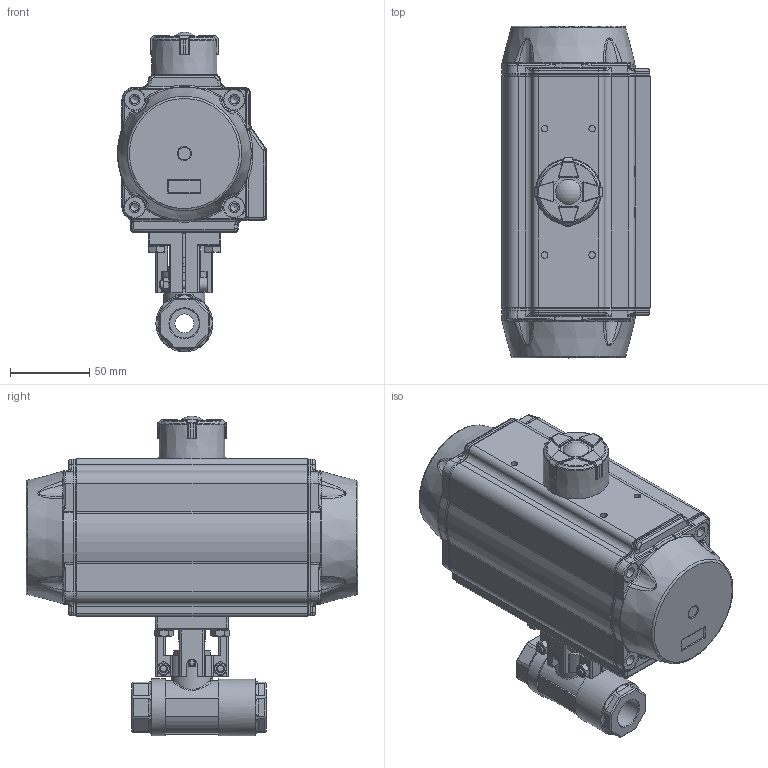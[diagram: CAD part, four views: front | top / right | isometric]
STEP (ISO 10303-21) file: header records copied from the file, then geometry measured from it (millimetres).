
FILE_DESCRIPTION(/* description */ ('Unknown'),/* implementation_level */ '2;1');
FILE_NAME(/* name */ 'PE03 0814-04',/* time_stamp */ '2025-03-28T10:57:40+01:00',/* author */ ('Unknown'),/* organization */ ('Unknown'),/* preprocessor_version */ 'ST-DEVELOPER v19.4',/* originating_system */ 'Solid Edge',/* authorisation */ 'Unknown');
FILE_SCHEMA (('AUTOMOTIVE_DESIGN {1 0 10303 214 3 1 1}'));
Length unit declared in the file: millimetre
Products named in the file (19): PE030814-04; 814-04_Körper; 49899150_Spindeladapter SW11x11x13_Tasche 6,9x11x10, Aufbau Backen fü
r 814-03_04; 49899023-0001_(Montage-Backen F05); Backen f. Antrieb F05, Durchmesser 26; WUERTH 03225 hexagonal nut DIN 934  M5 A2 BLK_EDST; DIN912_M5x25; PD04_PE03; vt75-2016-06-25; VTE75埴詰; vt75-2016-06-25  酘傷裔; huosai75; Welle; Optische Anzeige; ______; ________(___________; cup head nib bolts with large head gb_GB_FASTENER_BOLT_CHNBW M6X25-N; 49899038_RED_14x11 L=15; DIN 933 M6x22 A2-70 BLK_EDST
Assembly tree (28 placements, depth 4):
  PE030814-04
    814-04_Körper
    49899150_Spindeladapter SW11x11x13_Tasche 6,9x11x10, Aufbau Backen fü
r 814-03_04
    49899023-0001_(Montage-Backen F05)
      Backen f. Antrieb F05, Durchmesser 26  x2
      WUERTH 03225 hexagonal nut DIN 934  M5 A2 BLK_EDST  x2
      DIN912_M5x25  x2
    PD04_PE03
      vt75-2016-06-25
      VTE75埴詰
      vt75-2016-06-25  酘傷裔
      huosai75  x2
      Welle
      Optische Anzeige
        ______
        ________(___________  x4
        cup head nib bolts with large head gb_GB_FASTENER_BOLT_CHNBW M6X25-N
    49899038_RED_14x11 L=15
    DIN 933 M6x22 A2-70 BLK_EDST  x4
Bounding box: 94.39 x 210 x 202.31 mm (x, y, z)
Volume: 990426.5 mm3; surface area: 297151.5 mm2
Topology: 25 solids, 25 shells, 3068 faces, 7526 edges, 4564 vertices
Faces by surface type: plane 943, cylinder 834, bspline 640, torus 408, cone 190, sphere 53
Full cylindrical faces by diameter (mm): 3 x16, 3.3 x8, 4.134 x10, 4.66 x1, 4.917 x13, 5 x6, 5.5 x1, 6 x5, 6.2 x1, 6.647 x6, 7 x4, 8.5 x2, 10 x4, 11.445 x2, 12 x3, 13 x10, 16.2 x1, 16.4 x1, 17 x1, 18 x2, 18.631 x4, 18.7 x1, 20 x7, 21 x12, 23 x2, 26 x1, 28.2 x1, 28.4 x1, 31.5 x1, 32 x4
Entity records: 90655 total; most frequent: CARTESIAN_POINT 40458, ORIENTED_EDGE 10542, DIRECTION 8684, EDGE_CURVE 5271, VERTEX_POINT 3386, AXIS2_PLACEMENT_3D 3379, FACE_BOUND 2723, EDGE_LOOP 2707
